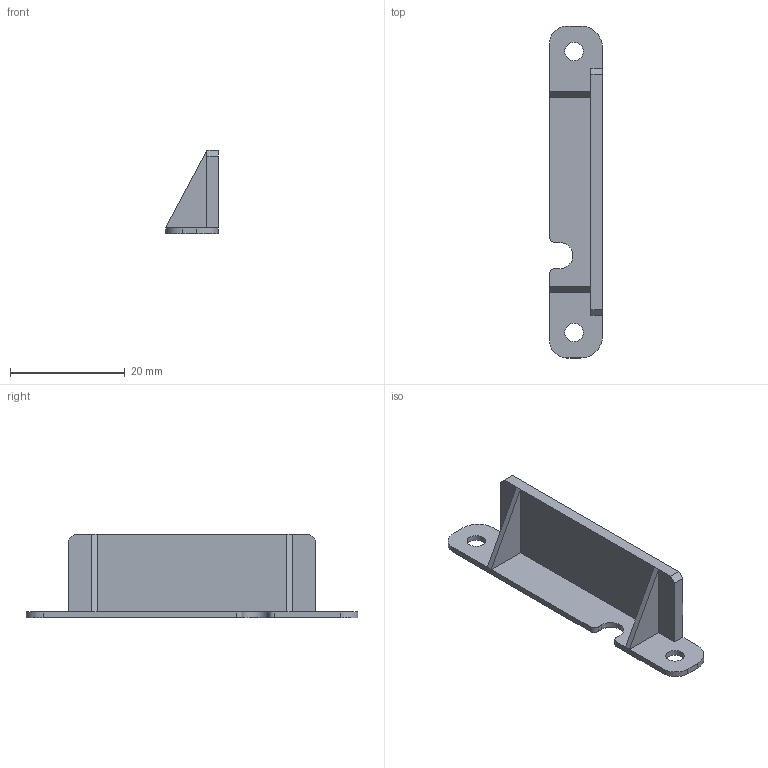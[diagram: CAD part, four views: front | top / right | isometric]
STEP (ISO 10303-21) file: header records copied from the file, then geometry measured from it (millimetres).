
FILE_DESCRIPTION(/* description */ (''),/* implementation_level */ '2;1');
FILE_NAME(/* name */ 'antenna_holder_type1.step',/* time_stamp */ '2025-10-16T13:34:50+09:00',/* author */ (''),/* organization */ (''),/* preprocessor_version */ 'ST-DEVELOPER v20.1',/* originating_system */ 'Autodesk Translation Framework v14.17.0.0',/* authorisation */ '');
FILE_SCHEMA (('AUTOMOTIVE_DESIGN { 1 0 10303 214 3 1 1 }'));
Length unit declared in the file: millimetre
Products named in the file (1): antenna_holder_type1
Bounding box: 9.18 x 57.76 x 14.5 mm (x, y, z)
Volume: 1292.5 mm3; surface area: 2602.4 mm2
Topology: 1 solids, 1 shells, 39 faces, 100 edges, 64 vertices
Faces by surface type: plane 30, cylinder 9
Full cylindrical faces by diameter (mm): 3.2 x2
Entity records: 1209 total; most frequent: CARTESIAN_POINT 204, ORIENTED_EDGE 200, DIRECTION 198, EDGE_CURVE 100, LINE 82, VECTOR 82, VERTEX_POINT 64, AXIS2_PLACEMENT_3D 58
